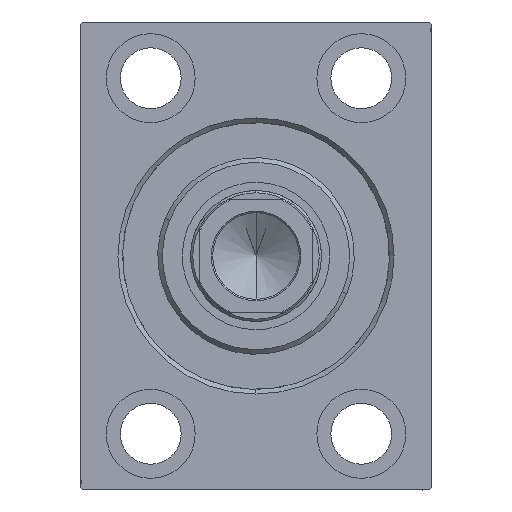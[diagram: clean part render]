
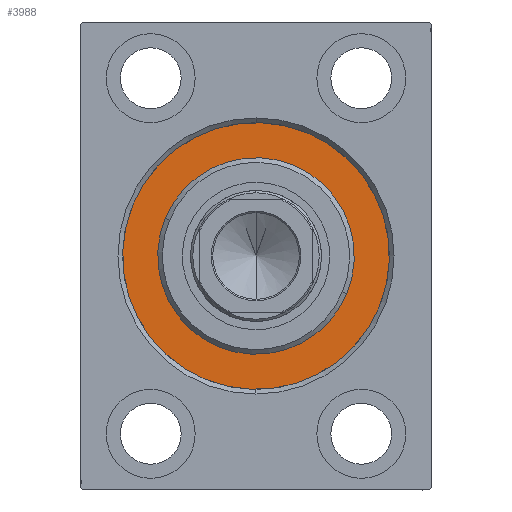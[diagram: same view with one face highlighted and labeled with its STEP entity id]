
A CAD part, left-side view. The second image highlights one B-rep face of the part: STEP entity #3988.
In plain terms, the highlighted face is planar.
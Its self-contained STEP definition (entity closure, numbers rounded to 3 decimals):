
#2617 = CARTESIAN_POINT ( 'NONE',  ( 0., 0., 0. ) ) ;
#3122 = VERTEX_POINT ( 'NONE', #32464 ) ;
#3334 = DIRECTION ( 'NONE',  ( 1., 0., 0. ) ) ;
#3356 = DIRECTION ( 'NONE',  ( 1., 0., 0. ) ) ;
#3549 = CARTESIAN_POINT ( 'NONE',  ( 0., 0., 0. ) ) ;
#3555 = CARTESIAN_POINT ( 'NONE',  ( 0., 0., 0. ) ) ;
#3988 = ADVANCED_FACE ( 'NONE', ( #6855, #37329 ), #20314, .F. ) ;
#4995 = AXIS2_PLACEMENT_3D ( 'NONE', #3555, #3334, #42834 ) ;
#5612 = CARTESIAN_POINT ( 'NONE',  ( 0., 0., 21. ) ) ;
#6255 = VERTEX_POINT ( 'NONE', #5612 ) ;
#6855 = FACE_BOUND ( 'NONE', #30361, .T. ) ;
#9238 = DIRECTION ( 'NONE',  ( 0., 0., 1. ) ) ;
#10006 = VERTEX_POINT ( 'NONE', #14955 ) ;
#10194 = CARTESIAN_POINT ( 'NONE',  ( 0., 0., 0. ) ) ;
#13389 = AXIS2_PLACEMENT_3D ( 'NONE', #3549, #20749, #13707 ) ;
#13570 = CIRCLE ( 'NONE', #38234, 28.5 ) ;
#13707 = DIRECTION ( 'NONE',  ( 0., 0., 1. ) ) ;
#14402 = AXIS2_PLACEMENT_3D ( 'NONE', #10194, #3356, #16817 ) ;
#14955 = CARTESIAN_POINT ( 'NONE',  ( 0., 0., 28.5 ) ) ;
#15209 = AXIS2_PLACEMENT_3D ( 'NONE', #15882, #18966, #32451 ) ;
#15272 = CARTESIAN_POINT ( 'NONE',  ( 0., 0., -28.5 ) ) ;
#15364 = ORIENTED_EDGE ( 'NONE', *, *, #42918, .F. ) ;
#15882 = CARTESIAN_POINT ( 'NONE',  ( 0., 0., 0. ) ) ;
#16817 = DIRECTION ( 'NONE',  ( 0., 0., -1. ) ) ;
#17757 = EDGE_LOOP ( 'NONE', ( #42099, #15364 ) ) ;
#18608 = EDGE_CURVE ( 'NONE', #3122, #6255, #39075, .T. ) ;
#18966 = DIRECTION ( 'NONE',  ( -1., 0., 0. ) ) ;
#20314 = PLANE ( 'NONE',  #13389 ) ;
#20749 = DIRECTION ( 'NONE',  ( -1., 0., 0. ) ) ;
#22257 = EDGE_CURVE ( 'NONE', #27537, #10006, #30739, .T. ) ;
#24036 = CIRCLE ( 'NONE', #4995, 21. ) ;
#27537 = VERTEX_POINT ( 'NONE', #15272 ) ;
#30361 = EDGE_LOOP ( 'NONE', ( #32471, #35240 ) ) ;
#30739 = CIRCLE ( 'NONE', #15209, 28.5 ) ;
#32451 = DIRECTION ( 'NONE',  ( 0., 0., 1. ) ) ;
#32464 = CARTESIAN_POINT ( 'NONE',  ( 0., 0., -21. ) ) ;
#32471 = ORIENTED_EDGE ( 'NONE', *, *, #37502, .F. ) ;
#33087 = DIRECTION ( 'NONE',  ( -1., 0., 0. ) ) ;
#35240 = ORIENTED_EDGE ( 'NONE', *, *, #18608, .F. ) ;
#37329 = FACE_OUTER_BOUND ( 'NONE', #17757, .T. ) ;
#37502 = EDGE_CURVE ( 'NONE', #6255, #3122, #24036, .T. ) ;
#38234 = AXIS2_PLACEMENT_3D ( 'NONE', #2617, #33087, #9238 ) ;
#39075 = CIRCLE ( 'NONE', #14402, 21. ) ;
#42099 = ORIENTED_EDGE ( 'NONE', *, *, #22257, .F. ) ;
#42834 = DIRECTION ( 'NONE',  ( 0., 0., -1. ) ) ;
#42918 = EDGE_CURVE ( 'NONE', #10006, #27537, #13570, .T. ) ;
